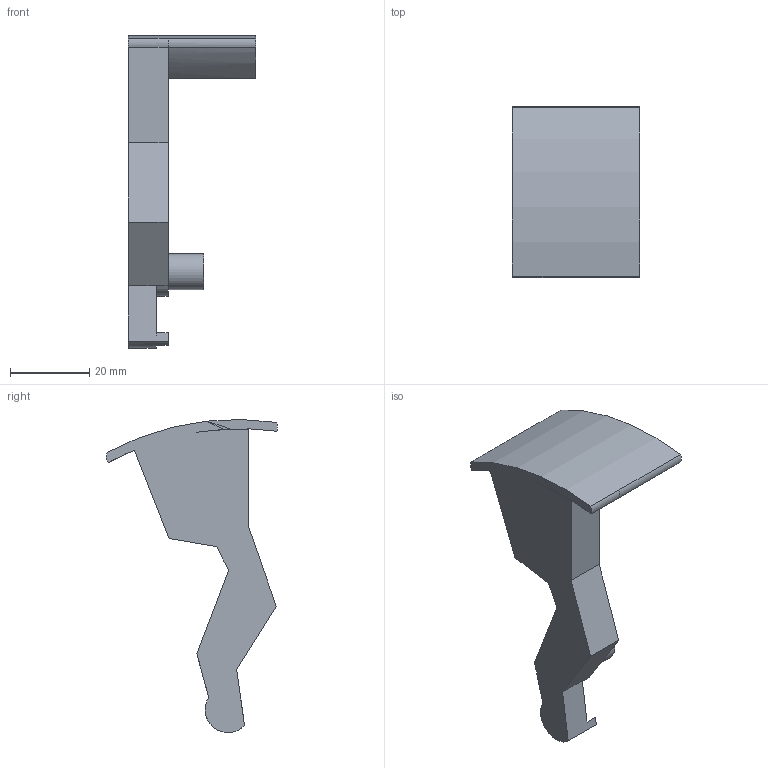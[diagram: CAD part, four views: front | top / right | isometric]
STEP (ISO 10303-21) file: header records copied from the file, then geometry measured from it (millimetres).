
FILE_DESCRIPTION(/* description */ (''),/* implementation_level */ '2;1');
FILE_NAME(/* name */ 'indicador de carga de resorte (1).stp',/* time_stamp */ '2024-02-22T09:48:00-06:00',/* author */ ('dotwibo2'),/* organization */ (''),/* preprocessor_version */ 'ST-DEVELOPER v18.1',/* originating_system */ 'Autodesk Inventor 2022',/* authorisation */ '');
FILE_SCHEMA (('CONFIG_CONTROL_DESIGN'));
Length unit declared in the file: millimetre
Products named in the file (1): indicador de carga de resorte
Bounding box: 32 x 43.09 x 78.8 mm (x, y, z)
Volume: 15201.1 mm3; surface area: 7605.5 mm2
Topology: 1 solids, 1 shells, 31 faces, 75 edges, 48 vertices
Faces by surface type: plane 18, cylinder 13
Full cylindrical faces by diameter (mm): 5.3 x1, 9 x1
Entity records: 954 total; most frequent: DIRECTION 169, CARTESIAN_POINT 155, ORIENTED_EDGE 150, EDGE_CURVE 75, AXIS2_PLACEMENT_3D 62, VERTEX_POINT 48, LINE 45, VECTOR 45
